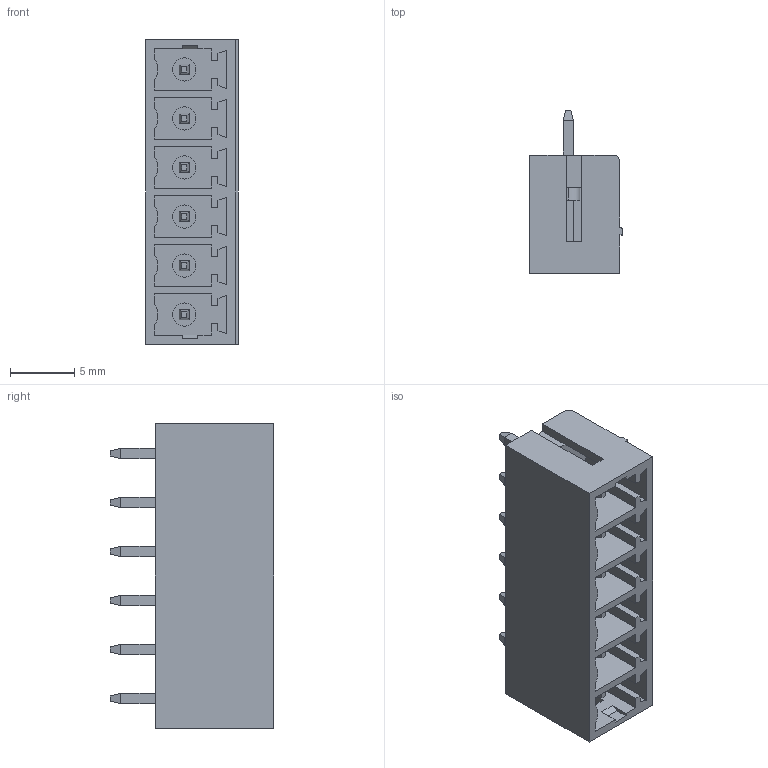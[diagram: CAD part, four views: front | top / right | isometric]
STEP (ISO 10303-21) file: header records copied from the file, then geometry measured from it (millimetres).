
FILE_DESCRIPTION(('FreeCAD Model'),'2;1');
FILE_NAME('Open CASCADE Shape Model','2024-11-03T21:39:38',(''),(''), 'Open CASCADE STEP processor 7.6','FreeCAD','Unknown');
FILE_SCHEMA(('AUTOMOTIVE_DESIGN { 1 0 10303 214 1 1 1 1 }'));
Length unit declared in the file: millimetre
Products named in the file (1): CUI_DEVICES_TBP02R2-381-06BE
Bounding box: 7.2 x 12.7 x 23.65 mm (x, y, z)
Volume: 893.3 mm3; surface area: 1895.3 mm2
Topology: 1 solids, 1 shells, 255 faces, 647 edges, 414 vertices
Faces by surface type: plane 223, cylinder 32
Entity records: 9315 total; most frequent: CARTESIAN_POINT 1317, ORIENTED_EDGE 1294, DIRECTION 1223, EDGE_CURVE 647, LINE 583, VECTOR 583, VERTEX_POINT 414, AXIS2_PLACEMENT_3D 320
